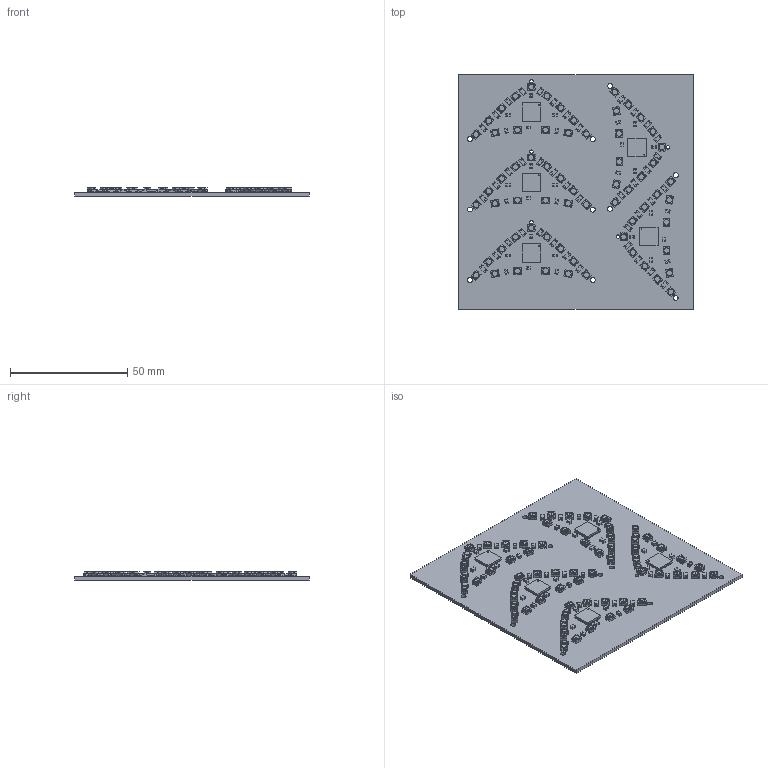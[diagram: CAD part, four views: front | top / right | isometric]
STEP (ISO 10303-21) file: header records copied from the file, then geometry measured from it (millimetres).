
FILE_DESCRIPTION(('KiCad electronic assembly'),'2;1');
FILE_NAME('ohren.step','2019-06-04T17:41:32',('An Author'),('A Company') ,'Open CASCADE STEP processor 7.3','KiCad to STEP converter','Unknown' );
FILE_SCHEMA(('AUTOMOTIVE_DESIGN { 1 0 10303 214 1 1 1 1 }'));
Length unit declared in the file: millimetre
Products named in the file (10): Open CASCADE STEP translator 7.3 1; QFN-56-1EP_8x8mm_P0.5mm_EP5.6x5.6mm; SOLID; LED_1206_3216Metric_Castellated; C_0805_2012Metric; ASMB-MTB0-0A3A2; COMPOUND
Assembly tree (145 placements, depth 3):
  Open CASCADE STEP translator 7.3 1
    QFN-56-1EP_8x8mm_P0.5mm_EP5.6x5.6mm  x5
      SOLID
    LED_1206_3216Metric_Castellated  x40
      SOLID
    C_0805_2012Metric  x30
      SOLID
    ASMB-MTB0-0A3A2  x65
      SOLID
    COMPOUND
Bounding box: 100 x 100 x 3.55 mm (x, y, z)
Volume: 17489.7 mm3; surface area: 26678.9 mm2
Topology: 141 solids, 141 shells, 10626 faces, 29827 edges, 19658 vertices
Faces by surface type: plane 8521, cylinder 1975, cone 130
Full cylindrical faces by diameter (mm): 0.2 x125, 0.4 x5, 1.5 x5, 2.1 x10
Entity records: 53132 total; most frequent: CARTESIAN_POINT 10184, DIRECTION 7393, LINE 5016, VECTOR 5016, ORIENTED_EDGE 3840, PCURVE 3840, DEFINITIONAL_REPRESENTATION 3840, EDGE_CURVE 1920
